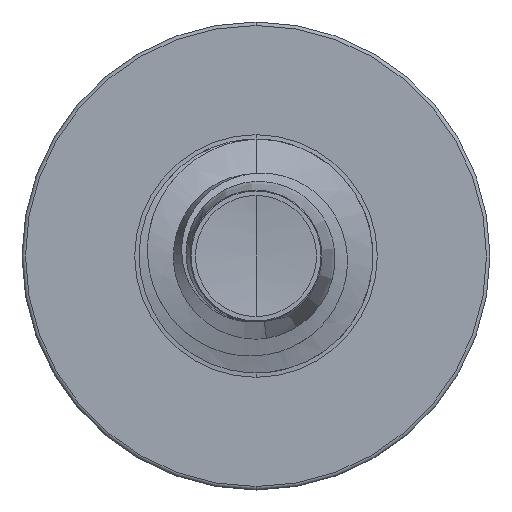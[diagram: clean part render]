
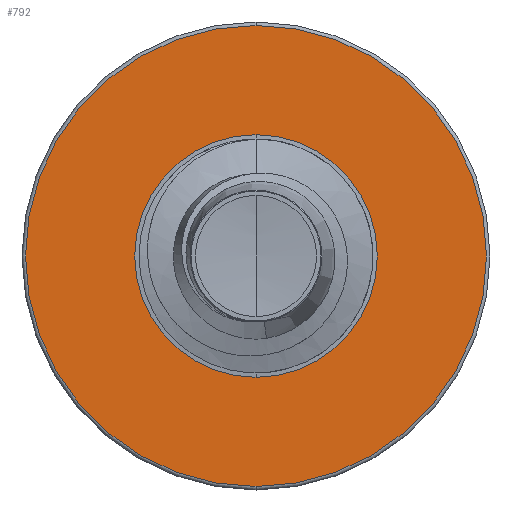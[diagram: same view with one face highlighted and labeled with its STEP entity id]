
A CAD part, front view. The second image highlights one B-rep face of the part: STEP entity #792.
In plain terms, the highlighted planar face has unit normal (0, -1, 0).
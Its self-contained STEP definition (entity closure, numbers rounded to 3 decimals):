
#114 = ORIENTED_EDGE ( 'NONE', *, *, #7990, .F. ) ;
#205 = FACE_OUTER_BOUND ( 'NONE', #9925, .T. ) ;
#214 = CARTESIAN_POINT ( 'NONE',  ( 0., 2.5, 2.463 ) ) ;
#645 = DIRECTION ( 'NONE',  ( 0., 0., 1. ) ) ;
#649 = DIRECTION ( 'NONE',  ( 0., 1., 0. ) ) ;
#658 = CARTESIAN_POINT ( 'NONE',  ( 0., 2.5, 0. ) ) ;
#792 = ADVANCED_FACE ( 'NONE', ( #205, #5191 ), #8270, .F. ) ;
#1545 = AXIS2_PLACEMENT_3D ( 'NONE', #3056, #3016, #2828 ) ;
#2273 = AXIS2_PLACEMENT_3D ( 'NONE', #658, #649, #645 ) ;
#2274 = VERTEX_POINT ( 'NONE', #214 ) ;
#2418 = DIRECTION ( 'NONE',  ( 0., 0., 1. ) ) ;
#2429 = DIRECTION ( 'NONE',  ( 0., 1., 0. ) ) ;
#2445 = CARTESIAN_POINT ( 'NONE',  ( 0., 2.5, 0. ) ) ;
#2649 = AXIS2_PLACEMENT_3D ( 'NONE', #2445, #2429, #2418 ) ;
#2828 = DIRECTION ( 'NONE',  ( 0., 0., 1. ) ) ;
#3016 = DIRECTION ( 'NONE',  ( 0., 1., 0. ) ) ;
#3056 = CARTESIAN_POINT ( 'NONE',  ( 0., 2.5, 0. ) ) ;
#3701 = ORIENTED_EDGE ( 'NONE', *, *, #4080, .F. ) ;
#4080 = EDGE_CURVE ( 'NONE', #2274, #4109, #8782, .T. ) ;
#4109 = VERTEX_POINT ( 'NONE', #8125 ) ;
#5191 = FACE_BOUND ( 'NONE', #8956, .T. ) ;
#5905 = CIRCLE ( 'NONE', #1545, 1.296 ) ;
#5956 = AXIS2_PLACEMENT_3D ( 'NONE', #8164, #8161, #8152 ) ;
#7011 = ORIENTED_EDGE ( 'NONE', *, *, #8659, .T. ) ;
#7067 = CARTESIAN_POINT ( 'NONE',  ( 0., 2.5, 1.296 ) ) ;
#7257 = ORIENTED_EDGE ( 'NONE', *, *, #8282, .T. ) ;
#7487 = AXIS2_PLACEMENT_3D ( 'NONE', #8746, #8278, #8287 ) ;
#7803 = CIRCLE ( 'NONE', #2649, 2.462 ) ;
#7990 = EDGE_CURVE ( 'NONE', #4109, #2274, #7803, .T. ) ;
#8125 = CARTESIAN_POINT ( 'NONE',  ( 0., 2.5, -2.462 ) ) ;
#8152 = DIRECTION ( 'NONE',  ( 0., 0., 1. ) ) ;
#8161 = DIRECTION ( 'NONE',  ( 0., 1., 0. ) ) ;
#8164 = CARTESIAN_POINT ( 'NONE',  ( 0., 2.5, 0. ) ) ;
#8270 = PLANE ( 'NONE',  #7487 ) ;
#8278 = DIRECTION ( 'NONE',  ( 0., 1., 0. ) ) ;
#8282 = EDGE_CURVE ( 'NONE', #10001, #9074, #9932, .T. ) ;
#8287 = DIRECTION ( 'NONE',  ( 0., 0., 1. ) ) ;
#8602 = CARTESIAN_POINT ( 'NONE',  ( 0., 2.5, -1.296 ) ) ;
#8659 = EDGE_CURVE ( 'NONE', #9074, #10001, #5905, .T. ) ;
#8746 = CARTESIAN_POINT ( 'NONE',  ( 0., 2.5, -1.296 ) ) ;
#8782 = CIRCLE ( 'NONE', #5956, 2.462 ) ;
#8956 = EDGE_LOOP ( 'NONE', ( #7011, #7257 ) ) ;
#9074 = VERTEX_POINT ( 'NONE', #7067 ) ;
#9925 = EDGE_LOOP ( 'NONE', ( #3701, #114 ) ) ;
#9932 = CIRCLE ( 'NONE', #2273, 1.296 ) ;
#10001 = VERTEX_POINT ( 'NONE', #8602 ) ;
